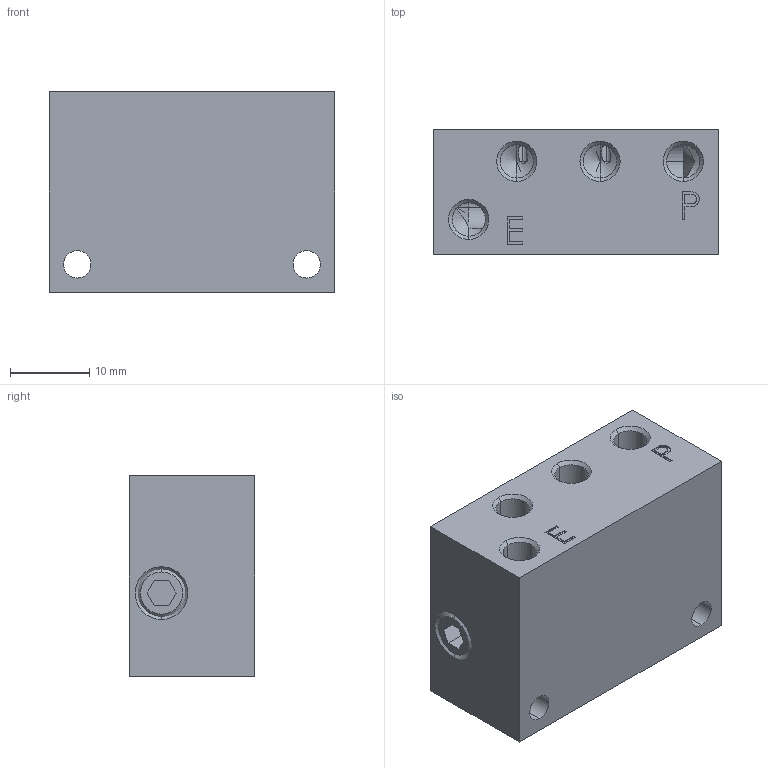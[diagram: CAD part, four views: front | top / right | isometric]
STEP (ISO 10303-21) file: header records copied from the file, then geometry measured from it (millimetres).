
FILE_DESCRIPTION (( 'STEP AP214' ), '1' );
FILE_NAME ('GM-312.step', '2018-10-25T18:22:05', ( '' ), ( '' ), 'SwSTEP 2.0', 'SolidWorks 2018', '' );
FILE_SCHEMA (( 'AUTOMOTIVE_DESIGN' ));
Length unit declared in the file: inch
Products named in the file (1): GM-312
Bounding box: 36.09 x 15.88 x 25.4 mm (x, y, z)
Volume: 12394.7 mm3; surface area: 6257.2 mm2
Topology: 3 solids, 3 shells, 159 faces, 389 edges, 237 vertices
Faces by surface type: plane 53, cylinder 52, cone 48, bspline 6
Entity records: 5407 total; most frequent: CARTESIAN_POINT 1479, DIRECTION 767, ORIENTED_EDGE 750, EDGE_CURVE 375, AXIS2_PLACEMENT_3D 279, VERTEX_POINT 237, VECTOR 209, LINE 209
